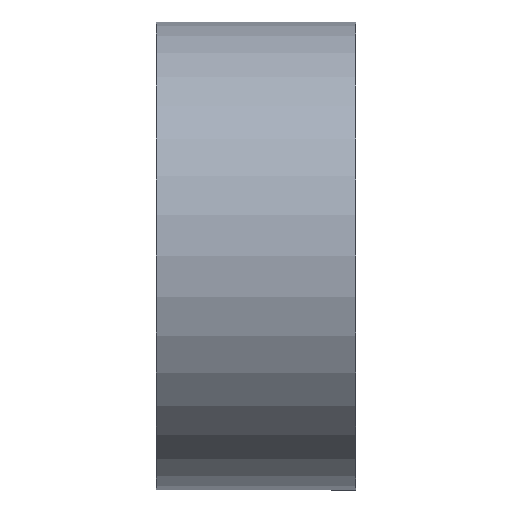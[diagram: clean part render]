
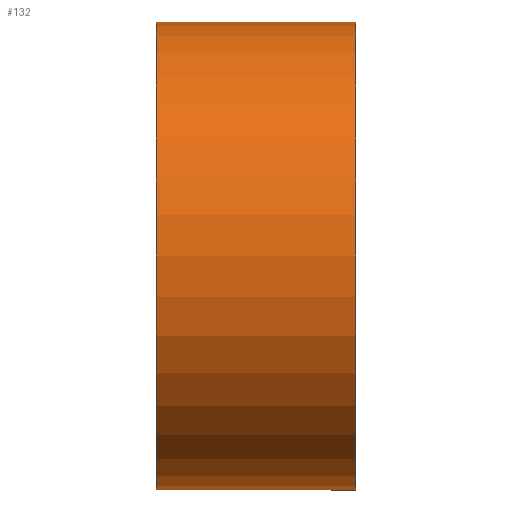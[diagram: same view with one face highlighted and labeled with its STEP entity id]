
A CAD part, front view. The second image highlights one B-rep face of the part: STEP entity #132.
In plain terms, the highlighted cylindrical face has radius 6.35 mm (diameter 12.7 mm), a partial arc.
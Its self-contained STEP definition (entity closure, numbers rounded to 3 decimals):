
#2 = ORIENTED_EDGE ( 'NONE', *, *, #211, .F. ) ;
#3 = AXIS2_PLACEMENT_3D ( 'NONE', #77, #135, #45 ) ;
#4 = CIRCLE ( 'NONE', #13, 6.35 ) ;
#13 = AXIS2_PLACEMENT_3D ( 'NONE', #151, #107, #164 ) ;
#19 = ORIENTED_EDGE ( 'NONE', *, *, #114, .T. ) ;
#20 = EDGE_CURVE ( 'NONE', #199, #101, #87, .T. ) ;
#22 = VERTEX_POINT ( 'NONE', #152 ) ;
#25 = EDGE_CURVE ( 'NONE', #221, #160, #4, .T. ) ;
#30 = CARTESIAN_POINT ( 'NONE',  ( 45.337, 26.089, 0. ) ) ;
#33 = CARTESIAN_POINT ( 'NONE',  ( 50.754, 19.739, 0. ) ) ;
#35 = ORIENTED_EDGE ( 'NONE', *, *, #20, .T. ) ;
#39 = CARTESIAN_POINT ( 'NONE',  ( 42.45, 26.089, 6.35 ) ) ;
#40 = CARTESIAN_POINT ( 'NONE',  ( 42.45, 26.089, -6.35 ) ) ;
#45 = DIRECTION ( 'NONE',  ( 0., 0., 1. ) ) ;
#46 = CARTESIAN_POINT ( 'NONE',  ( 50.754, 26.089, 0. ) ) ;
#56 = VERTEX_POINT ( 'NONE', #185 ) ;
#70 = EDGE_CURVE ( 'NONE', #22, #56, #220, .T. ) ;
#77 = CARTESIAN_POINT ( 'NONE',  ( 42.45, 26.089, 0. ) ) ;
#79 = DIRECTION ( 'NONE',  ( 0., 0., 1. ) ) ;
#87 = CIRCLE ( 'NONE', #216, 6.35 ) ;
#88 = DIRECTION ( 'NONE',  ( -1., 0., 0. ) ) ;
#89 = CARTESIAN_POINT ( 'NONE',  ( 50.754, 26.089, 0. ) ) ;
#90 = VECTOR ( 'NONE', #88, 1000. ) ;
#91 = ORIENTED_EDGE ( 'NONE', *, *, #137, .T. ) ;
#96 = DIRECTION ( 'NONE',  ( -1., 0., 0. ) ) ;
#100 = CIRCLE ( 'NONE', #170, 6.35 ) ;
#101 = VERTEX_POINT ( 'NONE', #126 ) ;
#104 = FACE_OUTER_BOUND ( 'NONE', #215, .T. ) ;
#107 = DIRECTION ( 'NONE',  ( -1., 0., 0. ) ) ;
#113 = CYLINDRICAL_SURFACE ( 'NONE', #3, 6.35 ) ;
#114 = EDGE_CURVE ( 'NONE', #101, #160, #115, .T. ) ;
#115 = LINE ( 'NONE', #39, #90 ) ;
#124 = DIRECTION ( 'NONE',  ( 0., 0., 1. ) ) ;
#126 = CARTESIAN_POINT ( 'NONE',  ( 50.754, 26.089, 6.35 ) ) ;
#127 = CIRCLE ( 'NONE', #196, 6.35 ) ;
#132 = ADVANCED_FACE ( 'NONE', ( #104 ), #113, .T. ) ;
#134 = CARTESIAN_POINT ( 'NONE',  ( 45.337, 26.089, 6.35 ) ) ;
#135 = DIRECTION ( 'NONE',  ( -1., 0., 0. ) ) ;
#137 = EDGE_CURVE ( 'NONE', #22, #199, #100, .T. ) ;
#145 = ORIENTED_EDGE ( 'NONE', *, *, #25, .F. ) ;
#151 = CARTESIAN_POINT ( 'NONE',  ( 45.337, 26.089, 0. ) ) ;
#152 = CARTESIAN_POINT ( 'NONE',  ( 50.754, 26.089, -6.35 ) ) ;
#156 = DIRECTION ( 'NONE',  ( -1., 0., 0. ) ) ;
#157 = VECTOR ( 'NONE', #217, 1000. ) ;
#160 = VERTEX_POINT ( 'NONE', #134 ) ;
#164 = DIRECTION ( 'NONE',  ( 0., 0., 1. ) ) ;
#167 = DIRECTION ( 'NONE',  ( 0., 0., 1. ) ) ;
#170 = AXIS2_PLACEMENT_3D ( 'NONE', #46, #96, #167 ) ;
#185 = CARTESIAN_POINT ( 'NONE',  ( 45.337, 26.089, -6.35 ) ) ;
#188 = CARTESIAN_POINT ( 'NONE',  ( 45.337, 19.739, 0. ) ) ;
#196 = AXIS2_PLACEMENT_3D ( 'NONE', #30, #156, #79 ) ;
#199 = VERTEX_POINT ( 'NONE', #33 ) ;
#202 = DIRECTION ( 'NONE',  ( -1., 0., 0. ) ) ;
#211 = EDGE_CURVE ( 'NONE', #56, #221, #127, .T. ) ;
#215 = EDGE_LOOP ( 'NONE', ( #229, #91, #35, #19, #145, #2 ) ) ;
#216 = AXIS2_PLACEMENT_3D ( 'NONE', #89, #202, #124 ) ;
#217 = DIRECTION ( 'NONE',  ( -1., 0., 0. ) ) ;
#220 = LINE ( 'NONE', #40, #157 ) ;
#221 = VERTEX_POINT ( 'NONE', #188 ) ;
#229 = ORIENTED_EDGE ( 'NONE', *, *, #70, .F. ) ;
